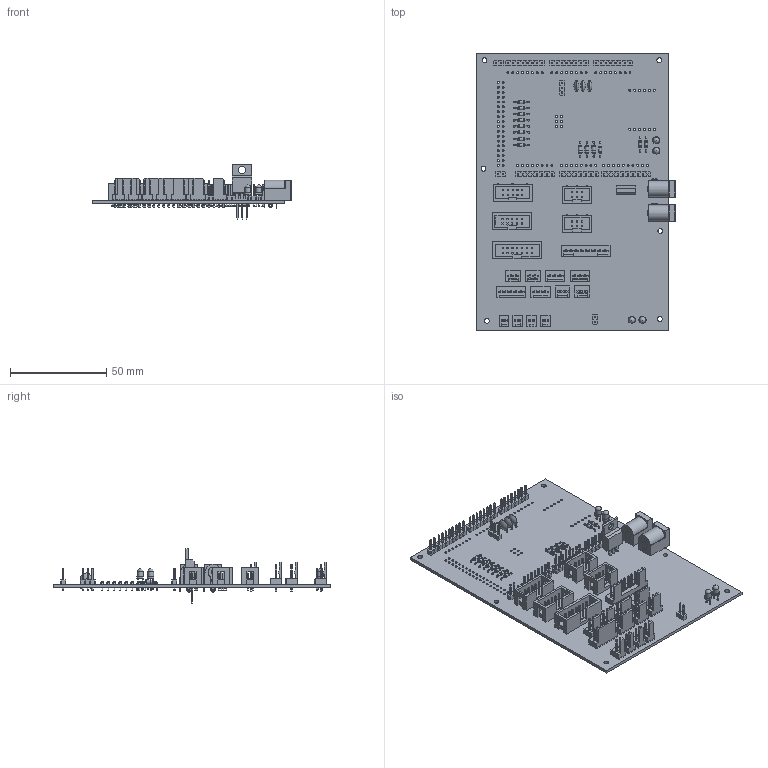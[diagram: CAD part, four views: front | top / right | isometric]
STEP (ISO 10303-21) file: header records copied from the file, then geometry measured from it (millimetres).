
FILE_DESCRIPTION(('KiCad electronic assembly'),'2;1');
FILE_NAME('SHIELD.step','2024-12-27T05:57:47',('Pcbnew'),('Kicad'), 'Open CASCADE STEP processor 7.8','KiCad to STEP converter','Unknown' );
FILE_SCHEMA(('AUTOMOTIVE_DESIGN { 1 0 10303 214 1 1 1 1 }'));
Length unit declared in the file: millimetre
Products named in the file (38): SHIELD 1; LED_D3.0mm; PinHeader_1x02_P2.54mm_Vertical; PinHeader_1x02_P254mm_Vertical; Molex_KK-254_AE-6410-02A_1x02_P2.54mm_Vertical; Molex_AE_6410_02A; Molex_KK-254_AE-6410-04A_1x04_P2.54mm_Vertical; Molex_AE_6410_04A; IDC-Header_2x05_P2.54mm_Vertical; IDC_Header_2x05_P254mm_Vertical; D_DO-35_SOD27_P7.62mm_Horizontal; PinHeader_1x08_P2.54mm_Vertical; PinHeader_1x08_P254mm_Vertical; C_Disc_D6.0mm_W2.5mm_P5.00mm; C_Disc_D60mm_W25mm_P500mm; R_Axial_DIN0204_L3.6mm_D1.6mm_P7.62mm_Horizontal; R_Axial_DIN0204_L36mm_D16mm_P762mm_Horizontal; TO-220-3_Vertical; BarrelJack_Horizontal; Molex_KK-254_AE-6410-03A_1x03_P2.54mm_Vertical; Molex_AE_6410_03A; IDC-Header_2x03_P2.54mm_Vertical; IDC_Header_2x03_P254mm_Vertical; PinHeader_1x03_P2.54mm_Vertical; PinHeader_1x03_P254mm_Vertical; IDC-Header_2x07_P2.54mm_Vertical; IDC_Header_2x07_P254mm_Vertical; Molex_KK-254_AE-6410-06A_1x06_P2.54mm_Vertical; Molex_AE_6410_06A; Molex_KK-254_AE-6410-10A_1x10_P2.54mm_Vertical; Molex_AE_6410_10A; PinHeader_1x10_P2.54mm_Vertical; PinHeader_1x10_P254mm_Vertical; INSTRUMENTS_CONTROLLER-V003_PCB
Assembly tree (71 placements, depth 3):
  SHIELD 1
    LED_D3.0mm  x4
      LED_D3.0mm
    PinHeader_1x02_P2.54mm_Vertical  x3
      PinHeader_1x02_P254mm_Vertical
    Molex_KK-254_AE-6410-02A_1x02_P2.54mm_Vertical  x4
      Molex_AE_6410_02A
    Molex_KK-254_AE-6410-04A_1x04_P2.54mm_Vertical  x3
      Molex_AE_6410_04A
    IDC-Header_2x05_P2.54mm_Vertical  x2
      IDC_Header_2x05_P254mm_Vertical
    D_DO-35_SOD27_P7.62mm_Horizontal  x3
      D_DO-35_SOD27_P7.62mm_Horizontal
    PinHeader_1x08_P2.54mm_Vertical  x5
      PinHeader_1x08_P254mm_Vertical
    C_Disc_D6.0mm_W2.5mm_P5.00mm  x3
      C_Disc_D60mm_W25mm_P500mm
    R_Axial_DIN0204_L3.6mm_D1.6mm_P7.62mm_Horizontal  x11
      R_Axial_DIN0204_L36mm_D16mm_P762mm_Horizontal
    TO-220-3_Vertical
      TO-220-3_Vertical
    BarrelJack_Horizontal  x2
      BarrelJack_Horizontal
    Molex_KK-254_AE-6410-03A_1x03_P2.54mm_Vertical  x4
      Molex_AE_6410_03A
    IDC-Header_2x03_P2.54mm_Vertical  x2
      IDC_Header_2x03_P254mm_Vertical
    PinHeader_1x03_P2.54mm_Vertical
      PinHeader_1x03_P254mm_Vertical
    IDC-Header_2x07_P2.54mm_Vertical
      IDC_Header_2x07_P254mm_Vertical
    Molex_KK-254_AE-6410-06A_1x06_P2.54mm_Vertical
      Molex_AE_6410_06A
    Molex_KK-254_AE-6410-10A_1x10_P2.54mm_Vertical
      Molex_AE_6410_10A
    PinHeader_1x10_P2.54mm_Vertical
      PinHeader_1x10_P254mm_Vertical
    INSTRUMENTS_CONTROLLER-V003_PCB
Bounding box: 103.28 x 144.27 x 28.52 mm (x, y, z)
Volume: 32707.6 mm3; surface area: 51045.9 mm2
Topology: 64 solids, 64 shells, 4791 faces, 11542 edges, 7239 vertices
Faces by surface type: plane 4156, cylinder 549, torus 56, sphere 20, revolution 6, extrusion 4
Full cylindrical faces by diameter (mm): 0.5 x59, 0.7 x22, 0.8 x12, 0.9 x8, 1 x139, 1.016 x92, 1.1 x3, 1.11 x12, 1.19 x48, 1.44 x11, 1.5 x4, 1.6 x22, 2 x10, 2.02 x3, 2.5 x6, 3 x4, 3.735 x1, 6.3 x2
Entity records: 89746 total; most frequent: CARTESIAN_POINT 13153, ORIENTED_EDGE 12274, DIRECTION 12061, EDGE_CURVE 6137, VECTOR 5289, LINE 5287, VERTEX_POINT 3877, AXIS2_PLACEMENT_3D 3385
